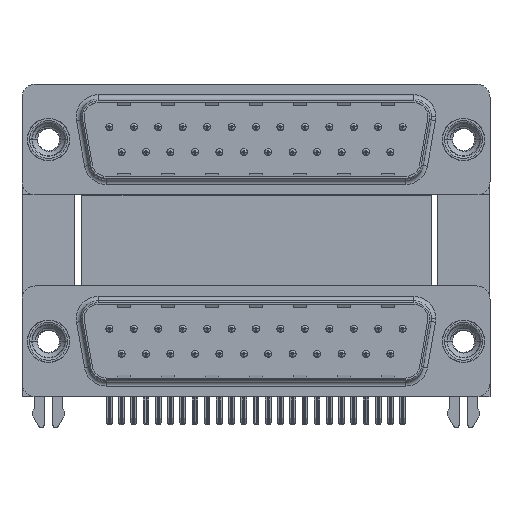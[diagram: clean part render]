
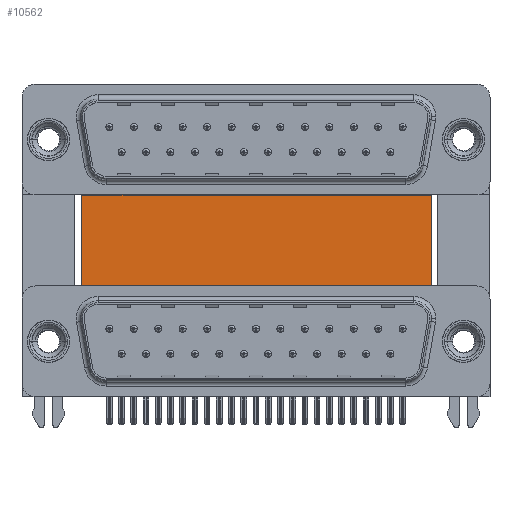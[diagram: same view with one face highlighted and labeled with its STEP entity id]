
A CAD part, top view. The second image highlights one B-rep face of the part: STEP entity #10562.
In plain terms, the highlighted planar face has unit normal (0, 0, 1).
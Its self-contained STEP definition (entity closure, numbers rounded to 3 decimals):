
#932 = CARTESIAN_POINT ( 'NONE',  ( 3.79, 16.585, -12. ) ) ;
#1793 = PLANE ( 'NONE',  #22150 ) ;
#1797 = CARTESIAN_POINT ( 'NONE',  ( 3.79, -3.735, -12. ) ) ;
#3441 = VECTOR ( 'NONE', #5275, 1000. ) ;
#3967 = VERTEX_POINT ( 'NONE', #38179 ) ;
#5275 = DIRECTION ( 'NONE',  ( 1., 0., 0. ) ) ;
#7772 = LINE ( 'NONE', #23894, #27917 ) ;
#9027 = ORIENTED_EDGE ( 'NONE', *, *, #11942, .T. ) ;
#10562 = ADVANCED_FACE ( 'NONE', ( #15304 ), #1793, .F. ) ;
#11388 = DIRECTION ( 'NONE',  ( 0., 0., -1. ) ) ;
#11810 = VERTEX_POINT ( 'NONE', #932 ) ;
#11942 = EDGE_CURVE ( 'NONE', #3967, #29680, #31607, .T. ) ;
#12104 = EDGE_LOOP ( 'NONE', ( #9027, #29687, #21670, #26254 ) ) ;
#13608 = VERTEX_POINT ( 'NONE', #32435 ) ;
#14344 = DIRECTION ( 'NONE',  ( 1., 0., 0. ) ) ;
#14780 = CARTESIAN_POINT ( 'NONE',  ( 43.43, -3.735, -12. ) ) ;
#14923 = DIRECTION ( 'NONE',  ( 0., -1., 0. ) ) ;
#15304 = FACE_OUTER_BOUND ( 'NONE', #12104, .T. ) ;
#15516 = CARTESIAN_POINT ( 'NONE',  ( 3.79, 16.585, -12. ) ) ;
#21643 = LINE ( 'NONE', #27534, #24377 ) ;
#21670 = ORIENTED_EDGE ( 'NONE', *, *, #28377, .F. ) ;
#22150 = AXIS2_PLACEMENT_3D ( 'NONE', #15516, #11388, #28549 ) ;
#23894 = CARTESIAN_POINT ( 'NONE',  ( 3.79, 16.585, -12. ) ) ;
#24377 = VECTOR ( 'NONE', #14923, 1000. ) ;
#26254 = ORIENTED_EDGE ( 'NONE', *, *, #40234, .T. ) ;
#26944 = EDGE_CURVE ( 'NONE', #13608, #29680, #21643, .T. ) ;
#27534 = CARTESIAN_POINT ( 'NONE',  ( 43.43, 16.585, -12. ) ) ;
#27917 = VECTOR ( 'NONE', #14344, 1000. ) ;
#28377 = EDGE_CURVE ( 'NONE', #11810, #13608, #7772, .T. ) ;
#28549 = DIRECTION ( 'NONE',  ( -1., 0., 0. ) ) ;
#28863 = LINE ( 'NONE', #42750, #38813 ) ;
#29680 = VERTEX_POINT ( 'NONE', #14780 ) ;
#29687 = ORIENTED_EDGE ( 'NONE', *, *, #26944, .F. ) ;
#31607 = LINE ( 'NONE', #1797, #3441 ) ;
#32435 = CARTESIAN_POINT ( 'NONE',  ( 43.43, 16.585, -12. ) ) ;
#38179 = CARTESIAN_POINT ( 'NONE',  ( 3.79, -3.735, -12. ) ) ;
#38813 = VECTOR ( 'NONE', #42105, 1000. ) ;
#40234 = EDGE_CURVE ( 'NONE', #11810, #3967, #28863, .T. ) ;
#42105 = DIRECTION ( 'NONE',  ( 0., -1., 0. ) ) ;
#42750 = CARTESIAN_POINT ( 'NONE',  ( 3.79, 16.585, -12. ) ) ;
